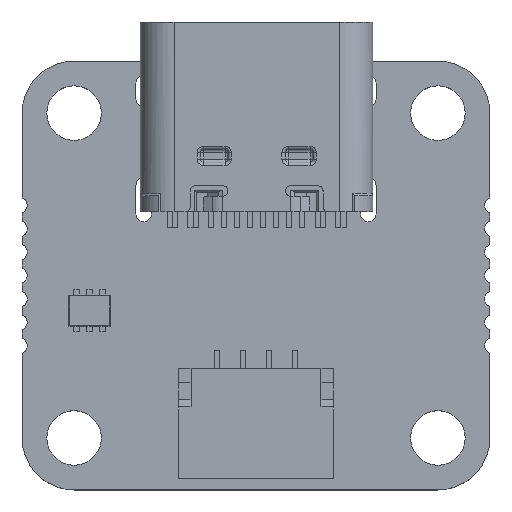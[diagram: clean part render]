
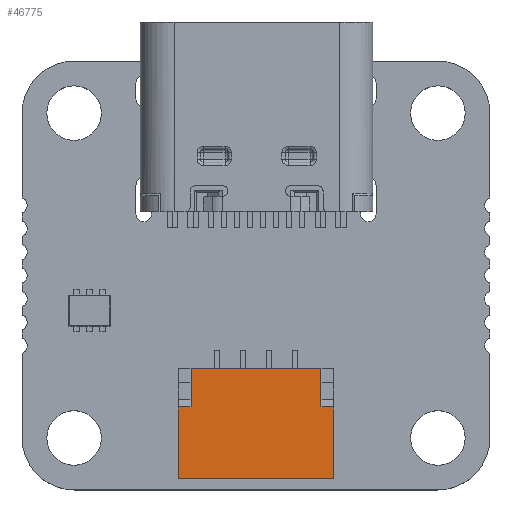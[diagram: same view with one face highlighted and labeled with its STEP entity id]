
A CAD part, top view. The second image highlights one B-rep face of the part: STEP entity #46775.
In plain terms, the highlighted face is planar.
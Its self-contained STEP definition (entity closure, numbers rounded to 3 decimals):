
#43687 = PLANE('',#43688);
#43688 = AXIS2_PLACEMENT_3D('',#43689,#43690,#43691);
#43689 = CARTESIAN_POINT('',(3.,3.255,-0.355));
#43690 = DIRECTION('',(0.,0.,1.));
#43691 = DIRECTION('',(1.,0.,0.));
#43981 = PLANE('',#43982);
#43982 = AXIS2_PLACEMENT_3D('',#43983,#43984,#43985);
#43983 = CARTESIAN_POINT('',(2.5,2.755,0.845));
#43984 = DIRECTION('',(0.,-0.5,0.866));
#43985 = DIRECTION('',(-1.,0.,0.));
#44009 = PLANE('',#44010);
#44010 = AXIS2_PLACEMENT_3D('',#44011,#44012,#44013);
#44011 = CARTESIAN_POINT('',(2.5,2.755,-0.355));
#44012 = DIRECTION('',(-1.,0.,0.));
#44013 = DIRECTION('',(0.,1.,0.));
#44063 = PLANE('',#44064);
#44064 = AXIS2_PLACEMENT_3D('',#44065,#44066,#44067);
#44065 = CARTESIAN_POINT('',(3.,3.255,-0.355));
#44066 = DIRECTION('',(-1.,0.,0.));
#44067 = DIRECTION('',(0.,1.,0.));
#44225 = EDGE_CURVE('',#44226,#44228,#44230,.T.);
#44226 = VERTEX_POINT('',#44227);
#44227 = CARTESIAN_POINT('',(2.5,3.255,1.134));
#44228 = VERTEX_POINT('',#44229);
#44229 = CARTESIAN_POINT('',(3.,3.255,1.134));
#44230 = SURFACE_CURVE('',#44231,(#44235,#44242),.PCURVE_S1.);
#44231 = LINE('',#44232,#44233);
#44232 = CARTESIAN_POINT('',(2.5,3.255,1.134));
#44233 = VECTOR('',#44234,1.);
#44234 = DIRECTION('',(1.,0.,0.));
#44235 = PCURVE('',#43981,#44236);
#44236 = DEFINITIONAL_REPRESENTATION('',(#44237),#44241);
#44237 = LINE('',#44238,#44239);
#44238 = CARTESIAN_POINT('',(0.,-0.577));
#44239 = VECTOR('',#44240,1.);
#44240 = DIRECTION('',(-1.,0.));
#44241 = ( GEOMETRIC_REPRESENTATION_CONTEXT(2) 
PARAMETRIC_REPRESENTATION_CONTEXT() REPRESENTATION_CONTEXT('2D SPACE',''
  ) );
#44242 = PCURVE('',#44243,#44248);
#44243 = PLANE('',#44244);
#44244 = AXIS2_PLACEMENT_3D('',#44245,#44246,#44247);
#44245 = CARTESIAN_POINT('',(-3.,3.255,-0.355));
#44246 = DIRECTION('',(0.,-1.,0.));
#44247 = DIRECTION('',(0.,0.,-1.));
#44248 = DEFINITIONAL_REPRESENTATION('',(#44249),#44253);
#44249 = LINE('',#44250,#44251);
#44250 = CARTESIAN_POINT('',(-1.489,5.5));
#44251 = VECTOR('',#44252,1.);
#44252 = DIRECTION('',(0.,1.));
#44253 = ( GEOMETRIC_REPRESENTATION_CONTEXT(2) 
PARAMETRIC_REPRESENTATION_CONTEXT() REPRESENTATION_CONTEXT('2D SPACE',''
  ) );
#44312 = PLANE('',#44313);
#44313 = AXIS2_PLACEMENT_3D('',#44314,#44315,#44316);
#44314 = CARTESIAN_POINT('',(-2.5,2.755,-0.355));
#44315 = DIRECTION('',(1.,0.,0.));
#44316 = DIRECTION('',(0.,0.,-1.));
#44365 = VERTEX_POINT('',#44366);
#44366 = CARTESIAN_POINT('',(-2.5,3.255,-0.355));
#44387 = EDGE_CURVE('',#44365,#44388,#44390,.T.);
#44388 = VERTEX_POINT('',#44389);
#44389 = CARTESIAN_POINT('',(-2.5,3.255,1.134));
#44390 = SURFACE_CURVE('',#44391,(#44395,#44402),.PCURVE_S1.);
#44391 = LINE('',#44392,#44393);
#44392 = CARTESIAN_POINT('',(-2.5,3.255,1.134));
#44393 = VECTOR('',#44394,1.);
#44394 = DIRECTION('',(0.,0.,1.));
#44395 = PCURVE('',#44312,#44396);
#44396 = DEFINITIONAL_REPRESENTATION('',(#44397),#44401);
#44397 = LINE('',#44398,#44399);
#44398 = CARTESIAN_POINT('',(-1.489,0.5));
#44399 = VECTOR('',#44400,1.);
#44400 = DIRECTION('',(-1.,0.));
#44401 = ( GEOMETRIC_REPRESENTATION_CONTEXT(2) 
PARAMETRIC_REPRESENTATION_CONTEXT() REPRESENTATION_CONTEXT('2D SPACE',''
  ) );
#44402 = PCURVE('',#44243,#44403);
#44403 = DEFINITIONAL_REPRESENTATION('',(#44404),#44408);
#44404 = LINE('',#44405,#44406);
#44405 = CARTESIAN_POINT('',(-1.489,0.5));
#44406 = VECTOR('',#44407,1.);
#44407 = DIRECTION('',(-1.,0.));
#44408 = ( GEOMETRIC_REPRESENTATION_CONTEXT(2) 
PARAMETRIC_REPRESENTATION_CONTEXT() REPRESENTATION_CONTEXT('2D SPACE',''
  ) );
#44426 = PLANE('',#44427);
#44427 = AXIS2_PLACEMENT_3D('',#44428,#44429,#44430);
#44428 = CARTESIAN_POINT('',(-2.5,2.755,0.845));
#44429 = DIRECTION('',(0.,0.5,-0.866));
#44430 = DIRECTION('',(-1.,0.,0.));
#44468 = EDGE_CURVE('',#44469,#44226,#44471,.T.);
#44469 = VERTEX_POINT('',#44470);
#44470 = CARTESIAN_POINT('',(2.5,3.255,-0.355));
#44471 = SURFACE_CURVE('',#44472,(#44476,#44483),.PCURVE_S1.);
#44472 = LINE('',#44473,#44474);
#44473 = CARTESIAN_POINT('',(2.5,3.255,0.195));
#44474 = VECTOR('',#44475,1.);
#44475 = DIRECTION('',(0.,0.,1.));
#44476 = PCURVE('',#44009,#44477);
#44477 = DEFINITIONAL_REPRESENTATION('',(#44478),#44482);
#44478 = LINE('',#44479,#44480);
#44479 = CARTESIAN_POINT('',(0.5,-0.55));
#44480 = VECTOR('',#44481,1.);
#44481 = DIRECTION('',(0.,-1.));
#44482 = ( GEOMETRIC_REPRESENTATION_CONTEXT(2) 
PARAMETRIC_REPRESENTATION_CONTEXT() REPRESENTATION_CONTEXT('2D SPACE',''
  ) );
#44483 = PCURVE('',#44243,#44484);
#44484 = DEFINITIONAL_REPRESENTATION('',(#44485),#44489);
#44485 = LINE('',#44486,#44487);
#44486 = CARTESIAN_POINT('',(-0.55,5.5));
#44487 = VECTOR('',#44488,1.);
#44488 = DIRECTION('',(-1.,0.));
#44489 = ( GEOMETRIC_REPRESENTATION_CONTEXT(2) 
PARAMETRIC_REPRESENTATION_CONTEXT() REPRESENTATION_CONTEXT('2D SPACE',''
  ) );
#45556 = PLANE('',#45557);
#45557 = AXIS2_PLACEMENT_3D('',#45558,#45559,#45560);
#45558 = CARTESIAN_POINT('',(-3.,3.255,-0.355));
#45559 = DIRECTION('',(1.,0.,0.));
#45560 = DIRECTION('',(0.,0.,-1.));
#45862 = EDGE_CURVE('',#44469,#44365,#45863,.T.);
#45863 = SURFACE_CURVE('',#45864,(#45868,#45875),.PCURVE_S1.);
#45864 = LINE('',#45865,#45866);
#45865 = CARTESIAN_POINT('',(3.,3.255,-0.355));
#45866 = VECTOR('',#45867,1.);
#45867 = DIRECTION('',(-1.,0.,0.));
#45868 = PCURVE('',#43687,#45869);
#45869 = DEFINITIONAL_REPRESENTATION('',(#45870),#45874);
#45870 = LINE('',#45871,#45872);
#45871 = CARTESIAN_POINT('',(0.,0.));
#45872 = VECTOR('',#45873,1.);
#45873 = DIRECTION('',(-1.,0.));
#45874 = ( GEOMETRIC_REPRESENTATION_CONTEXT(2) 
PARAMETRIC_REPRESENTATION_CONTEXT() REPRESENTATION_CONTEXT('2D SPACE',''
  ) );
#45875 = PCURVE('',#44243,#45876);
#45876 = DEFINITIONAL_REPRESENTATION('',(#45877),#45881);
#45877 = LINE('',#45878,#45879);
#45878 = CARTESIAN_POINT('',(0.,6.));
#45879 = VECTOR('',#45880,1.);
#45880 = DIRECTION('',(0.,-1.));
#45881 = ( GEOMETRIC_REPRESENTATION_CONTEXT(2) 
PARAMETRIC_REPRESENTATION_CONTEXT() REPRESENTATION_CONTEXT('2D SPACE',''
  ) );
#46007 = VERTEX_POINT('',#46008);
#46008 = CARTESIAN_POINT('',(-3.,3.255,1.134));
#46031 = EDGE_CURVE('',#44388,#46007,#46032,.T.);
#46032 = SURFACE_CURVE('',#46033,(#46037,#46044),.PCURVE_S1.);
#46033 = LINE('',#46034,#46035);
#46034 = CARTESIAN_POINT('',(-2.5,3.255,1.134));
#46035 = VECTOR('',#46036,1.);
#46036 = DIRECTION('',(-1.,0.,0.));
#46037 = PCURVE('',#44426,#46038);
#46038 = DEFINITIONAL_REPRESENTATION('',(#46039),#46043);
#46039 = LINE('',#46040,#46041);
#46040 = CARTESIAN_POINT('',(0.,0.577));
#46041 = VECTOR('',#46042,1.);
#46042 = DIRECTION('',(1.,0.));
#46043 = ( GEOMETRIC_REPRESENTATION_CONTEXT(2) 
PARAMETRIC_REPRESENTATION_CONTEXT() REPRESENTATION_CONTEXT('2D SPACE',''
  ) );
#46044 = PCURVE('',#44243,#46045);
#46045 = DEFINITIONAL_REPRESENTATION('',(#46046),#46050);
#46046 = LINE('',#46047,#46048);
#46047 = CARTESIAN_POINT('',(-1.489,0.5));
#46048 = VECTOR('',#46049,1.);
#46049 = DIRECTION('',(0.,-1.));
#46050 = ( GEOMETRIC_REPRESENTATION_CONTEXT(2) 
PARAMETRIC_REPRESENTATION_CONTEXT() REPRESENTATION_CONTEXT('2D SPACE',''
  ) );
#46408 = PLANE('',#46409);
#46409 = AXIS2_PLACEMENT_3D('',#46410,#46411,#46412);
#46410 = CARTESIAN_POINT('',(-3.,3.255,3.895));
#46411 = DIRECTION('',(0.,0.,-1.));
#46412 = DIRECTION('',(-1.,0.,0.));
#46660 = VERTEX_POINT('',#46661);
#46661 = CARTESIAN_POINT('',(3.,3.255,3.895));
#46682 = EDGE_CURVE('',#46660,#44228,#46683,.T.);
#46683 = SURFACE_CURVE('',#46684,(#46688,#46695),.PCURVE_S1.);
#46684 = LINE('',#46685,#46686);
#46685 = CARTESIAN_POINT('',(3.,3.255,-0.355));
#46686 = VECTOR('',#46687,1.);
#46687 = DIRECTION('',(0.,0.,-1.));
#46688 = PCURVE('',#44063,#46689);
#46689 = DEFINITIONAL_REPRESENTATION('',(#46690),#46694);
#46690 = LINE('',#46691,#46692);
#46691 = CARTESIAN_POINT('',(0.,-0.));
#46692 = VECTOR('',#46693,1.);
#46693 = DIRECTION('',(0.,1.));
#46694 = ( GEOMETRIC_REPRESENTATION_CONTEXT(2) 
PARAMETRIC_REPRESENTATION_CONTEXT() REPRESENTATION_CONTEXT('2D SPACE',''
  ) );
#46695 = PCURVE('',#44243,#46696);
#46696 = DEFINITIONAL_REPRESENTATION('',(#46697),#46701);
#46697 = LINE('',#46698,#46699);
#46698 = CARTESIAN_POINT('',(0.,6.));
#46699 = VECTOR('',#46700,1.);
#46700 = DIRECTION('',(1.,0.));
#46701 = ( GEOMETRIC_REPRESENTATION_CONTEXT(2) 
PARAMETRIC_REPRESENTATION_CONTEXT() REPRESENTATION_CONTEXT('2D SPACE',''
  ) );
#46775 = ADVANCED_FACE('',(#46776),#44243,.F.);
#46776 = FACE_BOUND('',#46777,.F.);
#46777 = EDGE_LOOP('',(#46778,#46779,#46780,#46781,#46782,#46783,#46806,
    #46827));
#46778 = ORIENTED_EDGE('',*,*,#44387,.F.);
#46779 = ORIENTED_EDGE('',*,*,#45862,.F.);
#46780 = ORIENTED_EDGE('',*,*,#44468,.T.);
#46781 = ORIENTED_EDGE('',*,*,#44225,.T.);
#46782 = ORIENTED_EDGE('',*,*,#46682,.F.);
#46783 = ORIENTED_EDGE('',*,*,#46784,.F.);
#46784 = EDGE_CURVE('',#46785,#46660,#46787,.T.);
#46785 = VERTEX_POINT('',#46786);
#46786 = CARTESIAN_POINT('',(-3.,3.255,3.895));
#46787 = SURFACE_CURVE('',#46788,(#46792,#46799),.PCURVE_S1.);
#46788 = LINE('',#46789,#46790);
#46789 = CARTESIAN_POINT('',(-3.,3.255,3.895));
#46790 = VECTOR('',#46791,1.);
#46791 = DIRECTION('',(1.,0.,0.));
#46792 = PCURVE('',#44243,#46793);
#46793 = DEFINITIONAL_REPRESENTATION('',(#46794),#46798);
#46794 = LINE('',#46795,#46796);
#46795 = CARTESIAN_POINT('',(-4.25,0.));
#46796 = VECTOR('',#46797,1.);
#46797 = DIRECTION('',(0.,1.));
#46798 = ( GEOMETRIC_REPRESENTATION_CONTEXT(2) 
PARAMETRIC_REPRESENTATION_CONTEXT() REPRESENTATION_CONTEXT('2D SPACE',''
  ) );
#46799 = PCURVE('',#46408,#46800);
#46800 = DEFINITIONAL_REPRESENTATION('',(#46801),#46805);
#46801 = LINE('',#46802,#46803);
#46802 = CARTESIAN_POINT('',(0.,0.));
#46803 = VECTOR('',#46804,1.);
#46804 = DIRECTION('',(-1.,0.));
#46805 = ( GEOMETRIC_REPRESENTATION_CONTEXT(2) 
PARAMETRIC_REPRESENTATION_CONTEXT() REPRESENTATION_CONTEXT('2D SPACE',''
  ) );
#46806 = ORIENTED_EDGE('',*,*,#46807,.F.);
#46807 = EDGE_CURVE('',#46007,#46785,#46808,.T.);
#46808 = SURFACE_CURVE('',#46809,(#46813,#46820),.PCURVE_S1.);
#46809 = LINE('',#46810,#46811);
#46810 = CARTESIAN_POINT('',(-3.,3.255,-0.355));
#46811 = VECTOR('',#46812,1.);
#46812 = DIRECTION('',(0.,0.,1.));
#46813 = PCURVE('',#44243,#46814);
#46814 = DEFINITIONAL_REPRESENTATION('',(#46815),#46819);
#46815 = LINE('',#46816,#46817);
#46816 = CARTESIAN_POINT('',(0.,0.));
#46817 = VECTOR('',#46818,1.);
#46818 = DIRECTION('',(-1.,0.));
#46819 = ( GEOMETRIC_REPRESENTATION_CONTEXT(2) 
PARAMETRIC_REPRESENTATION_CONTEXT() REPRESENTATION_CONTEXT('2D SPACE',''
  ) );
#46820 = PCURVE('',#45556,#46821);
#46821 = DEFINITIONAL_REPRESENTATION('',(#46822),#46826);
#46822 = LINE('',#46823,#46824);
#46823 = CARTESIAN_POINT('',(0.,0.));
#46824 = VECTOR('',#46825,1.);
#46825 = DIRECTION('',(-1.,0.));
#46826 = ( GEOMETRIC_REPRESENTATION_CONTEXT(2) 
PARAMETRIC_REPRESENTATION_CONTEXT() REPRESENTATION_CONTEXT('2D SPACE',''
  ) );
#46827 = ORIENTED_EDGE('',*,*,#46031,.F.);
